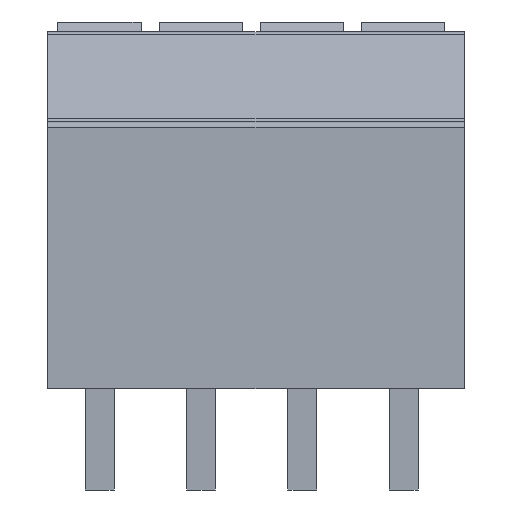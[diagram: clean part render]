
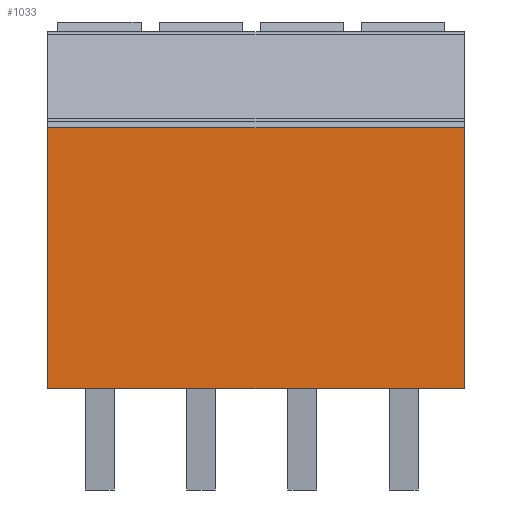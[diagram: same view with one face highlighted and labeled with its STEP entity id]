
A CAD part, left-side view. The second image highlights one B-rep face of the part: STEP entity #1033.
In plain terms, the highlighted planar face has unit normal (-1, 0, 0).
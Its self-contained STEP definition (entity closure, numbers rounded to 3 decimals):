
#83=FACE_OUTER_BOUND('',#155,.T.);
#155=EDGE_LOOP('',(#773,#774,#775,#776));
#214=LINE('',#1518,#336);
#227=LINE('',#1568,#349);
#230=LINE('',#1572,#352);
#236=LINE('',#1590,#358);
#336=VECTOR('',#1224,10.);
#349=VECTOR('',#1273,10.);
#352=VECTOR('',#1278,10.);
#358=VECTOR('',#1304,10.);
#456=VERTEX_POINT('',#1515);
#457=VERTEX_POINT('',#1517);
#475=VERTEX_POINT('',#1565);
#476=VERTEX_POINT('',#1567);
#553=EDGE_CURVE('',#456,#457,#214,.T.);
#577=EDGE_CURVE('',#475,#476,#227,.T.);
#580=EDGE_CURVE('',#457,#475,#230,.T.);
#588=EDGE_CURVE('',#476,#456,#236,.T.);
#773=ORIENTED_EDGE('',*,*,#580,.F.);
#774=ORIENTED_EDGE('',*,*,#553,.F.);
#775=ORIENTED_EDGE('',*,*,#588,.F.);
#776=ORIENTED_EDGE('',*,*,#577,.F.);
#965=PLANE('',#1139);
#1033=ADVANCED_FACE('',(#83),#965,.T.);
#1139=AXIS2_PLACEMENT_3D('',#1589,#1302,#1303);
#1224=DIRECTION('',(0.,0.,1.));
#1273=DIRECTION('',(0.,0.,-1.));
#1278=DIRECTION('',(0.,-1.,0.));
#1302=DIRECTION('center_axis',(-1.,0.,0.));
#1303=DIRECTION('ref_axis',(0.,0.,1.));
#1304=DIRECTION('',(0.,1.,0.));
#1515=CARTESIAN_POINT('',(-4.3,12.3,0.));
#1517=CARTESIAN_POINT('',(-4.3,12.3,9.019));
#1518=CARTESIAN_POINT('',(-4.3,12.3,3.1));
#1565=CARTESIAN_POINT('',(-4.3,-2.1,9.019));
#1567=CARTESIAN_POINT('',(-4.3,-2.1,0.));
#1568=CARTESIAN_POINT('',(-4.3,-2.1,3.1));
#1572=CARTESIAN_POINT('',(-4.3,0.,9.019));
#1589=CARTESIAN_POINT('Origin',(-4.3,0.,0.));
#1590=CARTESIAN_POINT('',(-4.3,0.,0.));
